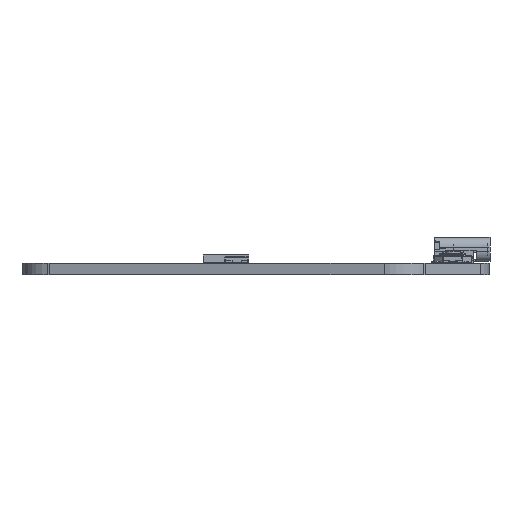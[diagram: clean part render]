
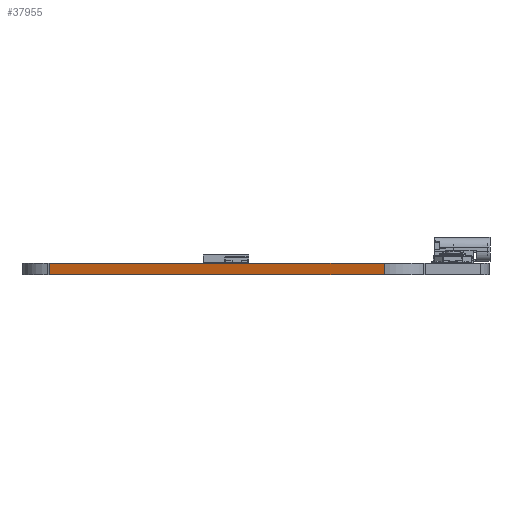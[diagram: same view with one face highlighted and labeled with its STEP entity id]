
A CAD part, left-side view. The second image highlights one B-rep face of the part: STEP entity #37955.
In plain terms, the highlighted planar face has unit normal (-0.954, 0.299, 0).
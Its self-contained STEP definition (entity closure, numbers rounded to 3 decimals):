
#36451 = VERTEX_POINT('',#36452);
#36452 = CARTESIAN_POINT('',(118.464,-64.284,0.));
#36458 = EDGE_CURVE('',#36459,#36451,#36461,.T.);
#36459 = VERTEX_POINT('',#36460);
#36460 = CARTESIAN_POINT('',(104.593,-108.559,0.));
#36461 = LINE('',#36462,#36463);
#36462 = CARTESIAN_POINT('',(104.593,-108.559,0.));
#36463 = VECTOR('',#36464,1.);
#36464 = DIRECTION('',(0.299,0.954,0.));
#37048 = VERTEX_POINT('',#37049);
#37049 = CARTESIAN_POINT('',(118.464,-64.284,1.51));
#37055 = EDGE_CURVE('',#37056,#37048,#37058,.T.);
#37056 = VERTEX_POINT('',#37057);
#37057 = CARTESIAN_POINT('',(104.593,-108.559,1.51));
#37058 = LINE('',#37059,#37060);
#37059 = CARTESIAN_POINT('',(104.593,-108.559,1.51));
#37060 = VECTOR('',#37061,1.);
#37061 = DIRECTION('',(0.299,0.954,0.));
#37925 = EDGE_CURVE('',#36451,#37048,#37926,.T.);
#37926 = LINE('',#37927,#37928);
#37927 = CARTESIAN_POINT('',(118.464,-64.284,0.));
#37928 = VECTOR('',#37929,1.);
#37929 = DIRECTION('',(0.,0.,1.));
#37955 = ADVANCED_FACE('',(#37956),#37967,.T.);
#37956 = FACE_BOUND('',#37957,.T.);
#37957 = EDGE_LOOP('',(#37958,#37964,#37965,#37966));
#37958 = ORIENTED_EDGE('',*,*,#37959,.T.);
#37959 = EDGE_CURVE('',#36459,#37056,#37960,.T.);
#37960 = LINE('',#37961,#37962);
#37961 = CARTESIAN_POINT('',(104.593,-108.559,0.));
#37962 = VECTOR('',#37963,1.);
#37963 = DIRECTION('',(0.,0.,1.));
#37964 = ORIENTED_EDGE('',*,*,#37055,.T.);
#37965 = ORIENTED_EDGE('',*,*,#37925,.F.);
#37966 = ORIENTED_EDGE('',*,*,#36458,.F.);
#37967 = PLANE('',#37968);
#37968 = AXIS2_PLACEMENT_3D('',#37969,#37970,#37971);
#37969 = CARTESIAN_POINT('',(104.593,-108.559,0.));
#37970 = DIRECTION('',(-0.954,0.299,0.));
#37971 = DIRECTION('',(0.299,0.954,0.));
